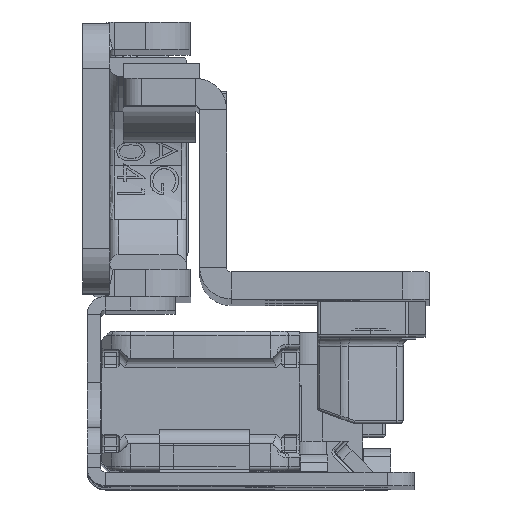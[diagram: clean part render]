
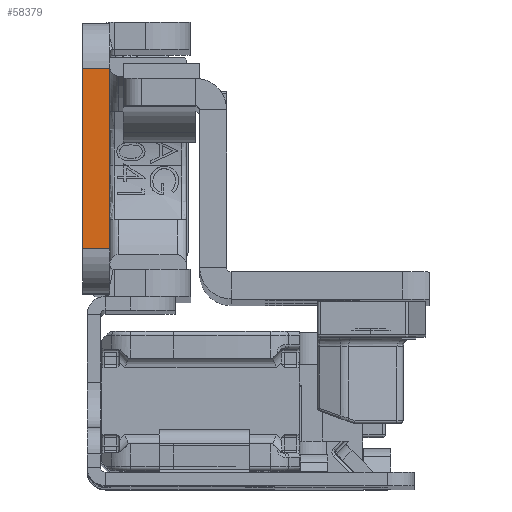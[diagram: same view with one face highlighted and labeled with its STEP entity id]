
A CAD part, top view. The second image highlights one B-rep face of the part: STEP entity #58379.
In plain terms, the highlighted planar face has unit normal (0, 0, 1).
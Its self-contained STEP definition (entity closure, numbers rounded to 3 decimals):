
#356 = LINE ( 'NONE', #66780, #52277 ) ;
#4300 = DIRECTION ( 'NONE',  ( 0., 0., -1. ) ) ;
#8205 = VECTOR ( 'NONE', #54448, 1000. ) ;
#14488 = FACE_OUTER_BOUND ( 'NONE', #37715, .T. ) ;
#15549 = CARTESIAN_POINT ( 'NONE',  ( 3., -22.5, 0. ) ) ;
#15988 = CARTESIAN_POINT ( 'NONE',  ( 0., -22.5, 0. ) ) ;
#17059 = DIRECTION ( 'NONE',  ( -1., 0., 0. ) ) ;
#21161 = CARTESIAN_POINT ( 'NONE',  ( 0., 10., 0. ) ) ;
#24536 = ORIENTED_EDGE ( 'NONE', *, *, #59027, .F. ) ;
#26087 = PLANE ( 'NONE',  #40313 ) ;
#29964 = VECTOR ( 'NONE', #49186, 1000. ) ;
#32327 = CARTESIAN_POINT ( 'NONE',  ( 3., 10., 0. ) ) ;
#34920 = EDGE_CURVE ( 'NONE', #64414, #37612, #36218, .T. ) ;
#36218 = LINE ( 'NONE', #40220, #61681 ) ;
#37612 = VERTEX_POINT ( 'NONE', #42000 ) ;
#37715 = EDGE_LOOP ( 'NONE', ( #24536, #64389, #41238, #65353 ) ) ;
#40220 = CARTESIAN_POINT ( 'NONE',  ( 3., -22.5, 0. ) ) ;
#40313 = AXIS2_PLACEMENT_3D ( 'NONE', #15549, #4300, #48911 ) ;
#41238 = ORIENTED_EDGE ( 'NONE', *, *, #43407, .T. ) ;
#42000 = CARTESIAN_POINT ( 'NONE',  ( 3., -10., 0. ) ) ;
#43182 = EDGE_CURVE ( 'NONE', #51981, #54087, #49367, .T. ) ;
#43407 = EDGE_CURVE ( 'NONE', #64414, #51981, #356, .T. ) ;
#48911 = DIRECTION ( 'NONE',  ( -1., 0., 0. ) ) ;
#49186 = DIRECTION ( 'NONE',  ( -1., 0., 0. ) ) ;
#49367 = LINE ( 'NONE', #15988, #8205 ) ;
#51981 = VERTEX_POINT ( 'NONE', #21161 ) ;
#52277 = VECTOR ( 'NONE', #17059, 1000. ) ;
#54087 = VERTEX_POINT ( 'NONE', #61710 ) ;
#54448 = DIRECTION ( 'NONE',  ( 0., -1., 0. ) ) ;
#54633 = CARTESIAN_POINT ( 'NONE',  ( 3., -10., 0. ) ) ;
#55002 = LINE ( 'NONE', #54633, #29964 ) ;
#57635 = DIRECTION ( 'NONE',  ( 0., -1., 0. ) ) ;
#58379 = ADVANCED_FACE ( 'NONE', ( #14488 ), #26087, .F. ) ;
#59027 = EDGE_CURVE ( 'NONE', #37612, #54087, #55002, .T. ) ;
#61681 = VECTOR ( 'NONE', #57635, 1000. ) ;
#61710 = CARTESIAN_POINT ( 'NONE',  ( 0., -10., 0. ) ) ;
#64389 = ORIENTED_EDGE ( 'NONE', *, *, #34920, .F. ) ;
#64414 = VERTEX_POINT ( 'NONE', #32327 ) ;
#65353 = ORIENTED_EDGE ( 'NONE', *, *, #43182, .T. ) ;
#66780 = CARTESIAN_POINT ( 'NONE',  ( 3., 10., 0. ) ) ;
